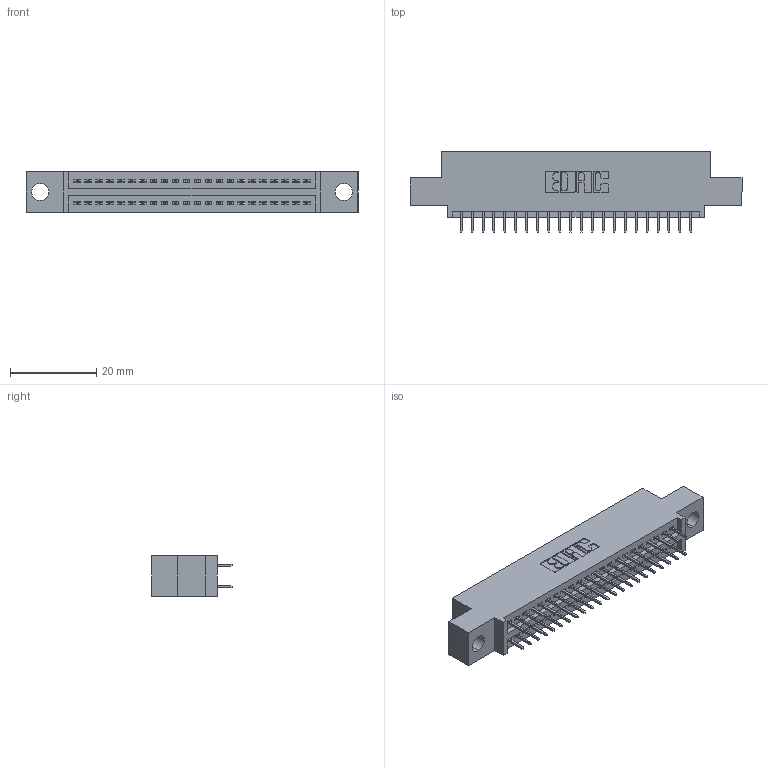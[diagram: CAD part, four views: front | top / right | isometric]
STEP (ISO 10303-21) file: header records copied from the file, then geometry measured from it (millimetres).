
FILE_DESCRIPTION (( 'STEP AP203' ), '1' );
FILE_NAME ('845-044-525-504.STEP', '2020-09-23T06:45:34', ( '' ), ( '' ), 'SwSTEP 2.0', 'SolidWorks 2020', '' );
FILE_SCHEMA (( 'CONFIG_CONTROL_DESIGN' ));
Length unit declared in the file: inch
Products named in the file (3): 845-044-525-504; 845 Part_0.110 Offset - 0.156 Dia-TH; 345-292-001_345-293-125
Assembly tree (45 placements, depth 2):
  845-044-525-504
    845 Part_0.110 Offset - 0.156 Dia-TH
    345-292-001_345-293-125  x44
Bounding box: 77.09 x 18.72 x 9.4 mm (x, y, z)
Volume: 7069.2 mm3; surface area: 9751.9 mm2
Topology: 45 solids, 45 shells, 2506 faces, 7085 edges, 4546 vertices
Faces by surface type: plane 1800, cylinder 706
Entity records: 20163 total; most frequent: CARTESIAN_POINT 3400, ORIENTED_EDGE 3334, DIRECTION 3023, EDGE_CURVE 1667, LINE 1451, VECTOR 1451, VERTEX_POINT 1106, AXIS2_PLACEMENT_3D 786
